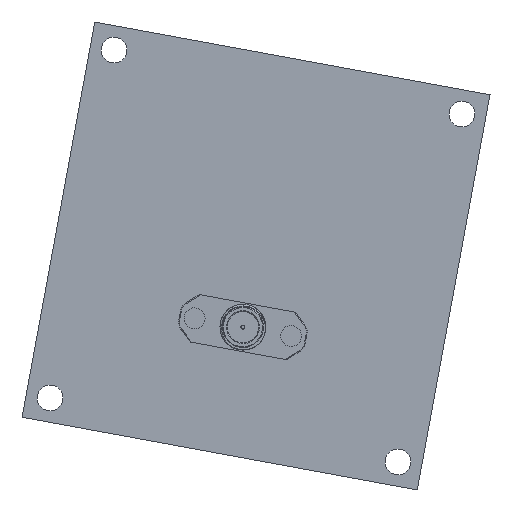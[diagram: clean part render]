
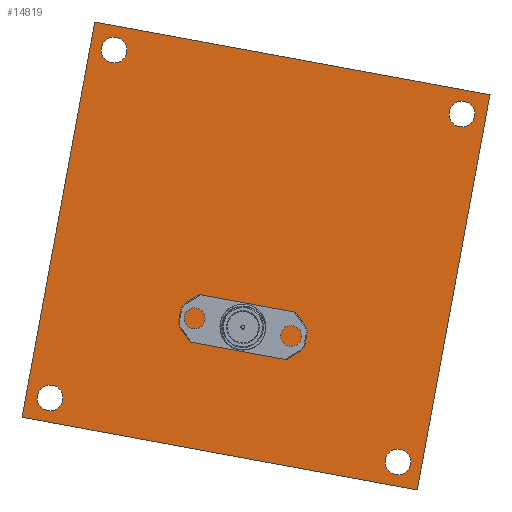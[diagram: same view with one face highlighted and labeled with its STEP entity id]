
A CAD part, front view. The second image highlights one B-rep face of the part: STEP entity #14819.
In plain terms, the highlighted planar face has unit normal (0, -1, 0).
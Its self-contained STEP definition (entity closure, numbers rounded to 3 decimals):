
#253 = EDGE_CURVE ( 'NONE', #21874, #15832, #8258, .T. ) ;
#446 = EDGE_LOOP ( 'NONE', ( #23452, #25455 ) ) ;
#602 = DIRECTION ( 'NONE',  ( 0., 1., 0. ) ) ;
#731 = DIRECTION ( 'NONE',  ( 0., 1., 0. ) ) ;
#746 = EDGE_CURVE ( 'NONE', #5472, #6779, #3993, .T. ) ;
#864 = CARTESIAN_POINT ( 'NONE',  ( 2.189, -4.404, 15.381 ) ) ;
#1008 = FACE_OUTER_BOUND ( 'NONE', #8036, .T. ) ;
#1253 = EDGE_LOOP ( 'NONE', ( #10436, #18435 ) ) ;
#1657 = DIRECTION ( 'NONE',  ( 0.984, 0., -0.181 ) ) ;
#1782 = VECTOR ( 'NONE', #2395, 1000. ) ;
#2296 = VERTEX_POINT ( 'NONE', #864 ) ;
#2316 = EDGE_LOOP ( 'NONE', ( #31415, #18684 ) ) ;
#2395 = DIRECTION ( 'NONE',  ( -0.984, 0., 0.181 ) ) ;
#2772 = DIRECTION ( 'NONE',  ( 0.984, 0., -0.181 ) ) ;
#3660 = EDGE_CURVE ( 'NONE', #6684, #18996, #5796, .T. ) ;
#3664 = AXIS2_PLACEMENT_3D ( 'NONE', #28232, #25335, #20480 ) ;
#3764 = AXIS2_PLACEMENT_3D ( 'NONE', #8480, #602, #20729 ) ;
#3993 = CIRCLE ( 'NONE', #29858, 1.6 ) ;
#5282 = CARTESIAN_POINT ( 'NONE',  ( -43.258, -4.404, 36.957 ) ) ;
#5342 = EDGE_CURVE ( 'NONE', #6603, #31876, #20656, .T. ) ;
#5472 = VERTEX_POINT ( 'NONE', #11223 ) ;
#5572 = AXIS2_PLACEMENT_3D ( 'NONE', #31912, #7412, #12476 ) ;
#5653 = LINE ( 'NONE', #14526, #1782 ) ;
#5789 = CARTESIAN_POINT ( 'NONE',  ( 8.574, -4.404, 58.945 ) ) ;
#5796 = CIRCLE ( 'NONE', #12451, 1.6 ) ;
#5941 = AXIS2_PLACEMENT_3D ( 'NONE', #13160, #22790, #2772 ) ;
#6010 = FACE_BOUND ( 'NONE', #14893, .T. ) ;
#6468 = VERTEX_POINT ( 'NONE', #31037 ) ;
#6506 = DIRECTION ( 'NONE',  ( 0.984, 0., -0.181 ) ) ;
#6603 = VERTEX_POINT ( 'NONE', #24579 ) ;
#6684 = VERTEX_POINT ( 'NONE', #8112 ) ;
#6779 = VERTEX_POINT ( 'NONE', #25528 ) ;
#6791 = FACE_BOUND ( 'NONE', #446, .T. ) ;
#7268 = DIRECTION ( 'NONE',  ( 0.181, 0., 0.984 ) ) ;
#7349 = DIRECTION ( 'NONE',  ( 0.984, 0., -0.181 ) ) ;
#7412 = DIRECTION ( 'NONE',  ( 0., 1., 0. ) ) ;
#8036 = EDGE_LOOP ( 'NONE', ( #24354, #21357, #19326, #17291 ) ) ;
#8112 = CARTESIAN_POINT ( 'NONE',  ( 7., -4.404, 59.234 ) ) ;
#8258 = LINE ( 'NONE', #27668, #18243 ) ;
#8315 = CARTESIAN_POINT ( 'NONE',  ( -37.108, -4.404, 70.396 ) ) ;
#8480 = CARTESIAN_POINT ( 'NONE',  ( -34.7, -4.404, 66.903 ) ) ;
#8878 = EDGE_CURVE ( 'NONE', #23533, #6468, #16755, .T. ) ;
#9272 = CARTESIAN_POINT ( 'NONE',  ( 3.024, -4.404, 12.178 ) ) ;
#9488 = FACE_BOUND ( 'NONE', #2316, .T. ) ;
#9808 = DIRECTION ( 'NONE',  ( 0.984, 0., -0.181 ) ) ;
#10168 = ORIENTED_EDGE ( 'NONE', *, *, #16466, .T. ) ;
#10264 = EDGE_CURVE ( 'NONE', #11501, #11499, #21168, .T. ) ;
#10436 = ORIENTED_EDGE ( 'NONE', *, *, #16648, .T. ) ;
#11045 = CARTESIAN_POINT ( 'NONE',  ( -33.127, -4.404, 66.614 ) ) ;
#11223 = CARTESIAN_POINT ( 'NONE',  ( -41.085, -4.404, 23.34 ) ) ;
#11274 = CARTESIAN_POINT ( 'NONE',  ( 0.616, -4.404, 15.671 ) ) ;
#11432 = CARTESIAN_POINT ( 'NONE',  ( 12.067, -4.404, 61.353 ) ) ;
#11499 = VERTEX_POINT ( 'NONE', #15785 ) ;
#11501 = VERTEX_POINT ( 'NONE', #11045 ) ;
#11599 = AXIS2_PLACEMENT_3D ( 'NONE', #24146, #11809, #1657 ) ;
#11809 = DIRECTION ( 'NONE',  ( 0., 1., 0. ) ) ;
#11858 = CIRCLE ( 'NONE', #11599, 1.6 ) ;
#12091 = CIRCLE ( 'NONE', #5572, 1. ) ;
#12130 = DIRECTION ( 'NONE',  ( 0., 1., 0. ) ) ;
#12180 = CARTESIAN_POINT ( 'NONE',  ( -18.67, -4.404, 32.435 ) ) ;
#12442 = AXIS2_PLACEMENT_3D ( 'NONE', #19174, #21644, #7349 ) ;
#12451 = AXIS2_PLACEMENT_3D ( 'NONE', #5789, #731, #30540 ) ;
#12476 = DIRECTION ( 'NONE',  ( 0.984, 0., -0.181 ) ) ;
#13160 = CARTESIAN_POINT ( 'NONE',  ( -18.67, -4.404, 32.435 ) ) ;
#13585 = CIRCLE ( 'NONE', #3664, 1.6 ) ;
#13904 = AXIS2_PLACEMENT_3D ( 'NONE', #11274, #21256, #6506 ) ;
#14418 = DIRECTION ( 'NONE',  ( 0.984, 0., -0.181 ) ) ;
#14420 = CARTESIAN_POINT ( 'NONE',  ( -42.659, -4.404, 23.629 ) ) ;
#14526 = CARTESIAN_POINT ( 'NONE',  ( -21.564, -4.404, 16.699 ) ) ;
#14819 = ADVANCED_FACE ( 'NONE', ( #1008, #6010, #15697, #23333, #9488, #6791 ), #25400, .F. ) ;
#14893 = EDGE_LOOP ( 'NONE', ( #24971, #16265 ) ) ;
#14898 = CARTESIAN_POINT ( 'NONE',  ( -12.521, -4.404, 65.875 ) ) ;
#15697 = FACE_BOUND ( 'NONE', #1253, .T. ) ;
#15785 = CARTESIAN_POINT ( 'NONE',  ( -36.274, -4.404, 67.193 ) ) ;
#15832 = VERTEX_POINT ( 'NONE', #9272 ) ;
#16144 = AXIS2_PLACEMENT_3D ( 'NONE', #29324, #12130, #14418 ) ;
#16265 = ORIENTED_EDGE ( 'NONE', *, *, #25151, .T. ) ;
#16466 = EDGE_CURVE ( 'NONE', #11499, #11501, #30729, .T. ) ;
#16648 = EDGE_CURVE ( 'NONE', #2296, #20830, #11858, .T. ) ;
#16730 = EDGE_CURVE ( 'NONE', #15832, #6603, #5653, .T. ) ;
#16755 = CIRCLE ( 'NONE', #27014, 1. ) ;
#17291 = ORIENTED_EDGE ( 'NONE', *, *, #16730, .F. ) ;
#17398 = CIRCLE ( 'NONE', #12442, 1.6 ) ;
#17760 = DIRECTION ( 'NONE',  ( -0.181, 0., -0.984 ) ) ;
#17965 = VECTOR ( 'NONE', #7268, 1000. ) ;
#18243 = VECTOR ( 'NONE', #17760, 1000. ) ;
#18435 = ORIENTED_EDGE ( 'NONE', *, *, #25748, .T. ) ;
#18522 = LINE ( 'NONE', #14898, #24307 ) ;
#18684 = ORIENTED_EDGE ( 'NONE', *, *, #3660, .T. ) ;
#18996 = VERTEX_POINT ( 'NONE', #21018 ) ;
#19174 = CARTESIAN_POINT ( 'NONE',  ( -42.659, -4.404, 23.629 ) ) ;
#19223 = DIRECTION ( 'NONE',  ( 0.984, 0., -0.181 ) ) ;
#19326 = ORIENTED_EDGE ( 'NONE', *, *, #5342, .F. ) ;
#19980 = CIRCLE ( 'NONE', #13904, 1.6 ) ;
#20480 = DIRECTION ( 'NONE',  ( 0.984, 0., -0.181 ) ) ;
#20656 = LINE ( 'NONE', #5282, #17965 ) ;
#20729 = DIRECTION ( 'NONE',  ( 0.984, 0., -0.181 ) ) ;
#20830 = VERTEX_POINT ( 'NONE', #26237 ) ;
#21018 = CARTESIAN_POINT ( 'NONE',  ( 10.148, -4.404, 58.656 ) ) ;
#21168 = CIRCLE ( 'NONE', #16144, 1.6 ) ;
#21256 = DIRECTION ( 'NONE',  ( 0., 1., 0. ) ) ;
#21357 = ORIENTED_EDGE ( 'NONE', *, *, #29129, .F. ) ;
#21644 = DIRECTION ( 'NONE',  ( 0., 1., 0. ) ) ;
#21874 = VERTEX_POINT ( 'NONE', #11432 ) ;
#22254 = DIRECTION ( 'NONE',  ( 0.984, 0., -0.181 ) ) ;
#22790 = DIRECTION ( 'NONE',  ( 0., 1., 0. ) ) ;
#23333 = FACE_BOUND ( 'NONE', #24220, .T. ) ;
#23452 = ORIENTED_EDGE ( 'NONE', *, *, #8878, .T. ) ;
#23533 = VERTEX_POINT ( 'NONE', #25478 ) ;
#24146 = CARTESIAN_POINT ( 'NONE',  ( 0.616, -4.404, 15.671 ) ) ;
#24220 = EDGE_LOOP ( 'NONE', ( #25751, #10168 ) ) ;
#24307 = VECTOR ( 'NONE', #9808, 1000. ) ;
#24322 = EDGE_CURVE ( 'NONE', #6468, #23533, #12091, .T. ) ;
#24354 = ORIENTED_EDGE ( 'NONE', *, *, #253, .F. ) ;
#24579 = CARTESIAN_POINT ( 'NONE',  ( -46.152, -4.404, 21.221 ) ) ;
#24971 = ORIENTED_EDGE ( 'NONE', *, *, #746, .T. ) ;
#25151 = EDGE_CURVE ( 'NONE', #6779, #5472, #17398, .T. ) ;
#25335 = DIRECTION ( 'NONE',  ( 0., 1., 0. ) ) ;
#25400 = PLANE ( 'NONE',  #5941 ) ;
#25455 = ORIENTED_EDGE ( 'NONE', *, *, #24322, .T. ) ;
#25478 = CARTESIAN_POINT ( 'NONE',  ( -17.687, -4.404, 32.255 ) ) ;
#25528 = CARTESIAN_POINT ( 'NONE',  ( -44.232, -4.404, 23.918 ) ) ;
#25748 = EDGE_CURVE ( 'NONE', #20830, #2296, #19980, .T. ) ;
#25751 = ORIENTED_EDGE ( 'NONE', *, *, #10264, .T. ) ;
#26237 = CARTESIAN_POINT ( 'NONE',  ( -0.958, -4.404, 15.96 ) ) ;
#27014 = AXIS2_PLACEMENT_3D ( 'NONE', #12180, #29685, #22254 ) ;
#27668 = CARTESIAN_POINT ( 'NONE',  ( 5.917, -4.404, 27.914 ) ) ;
#28232 = CARTESIAN_POINT ( 'NONE',  ( 8.574, -4.404, 58.945 ) ) ;
#28866 = EDGE_CURVE ( 'NONE', #18996, #6684, #13585, .T. ) ;
#29129 = EDGE_CURVE ( 'NONE', #31876, #21874, #18522, .T. ) ;
#29324 = CARTESIAN_POINT ( 'NONE',  ( -34.7, -4.404, 66.903 ) ) ;
#29685 = DIRECTION ( 'NONE',  ( 0., 1., 0. ) ) ;
#29858 = AXIS2_PLACEMENT_3D ( 'NONE', #14420, #31781, #19223 ) ;
#30540 = DIRECTION ( 'NONE',  ( 0.984, 0., -0.181 ) ) ;
#30729 = CIRCLE ( 'NONE', #3764, 1.6 ) ;
#31037 = CARTESIAN_POINT ( 'NONE',  ( -19.654, -4.404, 32.616 ) ) ;
#31415 = ORIENTED_EDGE ( 'NONE', *, *, #28866, .T. ) ;
#31781 = DIRECTION ( 'NONE',  ( 0., 1., 0. ) ) ;
#31876 = VERTEX_POINT ( 'NONE', #8315 ) ;
#31912 = CARTESIAN_POINT ( 'NONE',  ( -18.67, -4.404, 32.435 ) ) ;
